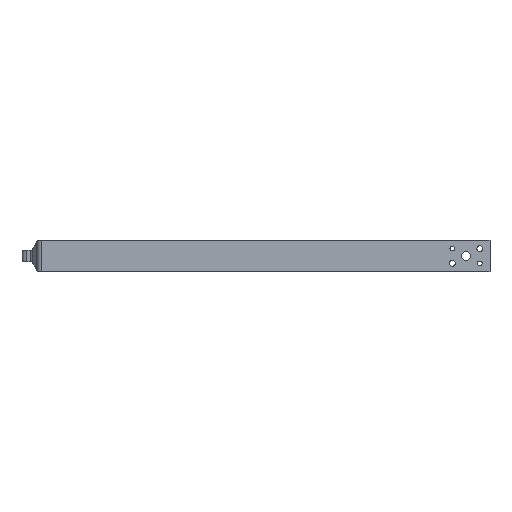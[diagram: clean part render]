
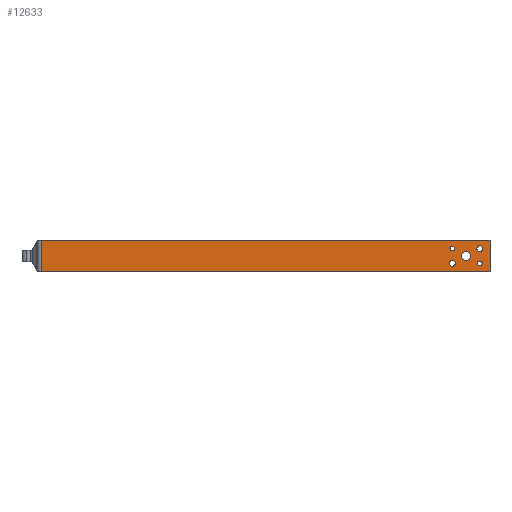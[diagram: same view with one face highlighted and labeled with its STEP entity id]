
A CAD part, front view. The second image highlights one B-rep face of the part: STEP entity #12633.
In plain terms, the highlighted face is planar.
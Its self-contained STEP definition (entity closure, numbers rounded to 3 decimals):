
#92 = CIRCLE ( 'NONE', #8112, 2.25 ) ;
#112 = CARTESIAN_POINT ( 'NONE',  ( -4., -409.5, 0. ) ) ;
#116 = ORIENTED_EDGE ( 'NONE', *, *, #1649, .T. ) ;
#336 = EDGE_CURVE ( 'NONE', #8772, #10881, #12516, .T. ) ;
#368 = VECTOR ( 'NONE', #6284, 1000. ) ;
#563 = AXIS2_PLACEMENT_3D ( 'NONE', #10745, #8471, #11628 ) ;
#568 = DIRECTION ( 'NONE',  ( 0., -1., 0. ) ) ;
#608 = AXIS2_PLACEMENT_3D ( 'NONE', #2701, #6198, #1700 ) ;
#617 = FACE_BOUND ( 'NONE', #13098, .T. ) ;
#659 = DIRECTION ( 'NONE',  ( 1., 0., 0. ) ) ;
#682 = DIRECTION ( 'NONE',  ( 0., -1., 0. ) ) ;
#914 = CARTESIAN_POINT ( 'NONE',  ( -4., -2., 14.75 ) ) ;
#1031 = EDGE_CURVE ( 'NONE', #1671, #10972, #8834, .T. ) ;
#1443 = CARTESIAN_POINT ( 'NONE',  ( -4., -428., -14.75 ) ) ;
#1472 = VERTEX_POINT ( 'NONE', #11339 ) ;
#1583 = EDGE_CURVE ( 'NONE', #10881, #8772, #4644, .T. ) ;
#1649 = EDGE_CURVE ( 'NONE', #2145, #11333, #13082, .T. ) ;
#1671 = VERTEX_POINT ( 'NONE', #7394 ) ;
#1700 = DIRECTION ( 'NONE',  ( 0., -1., 0. ) ) ;
#1742 = CARTESIAN_POINT ( 'NONE',  ( -4., -405.25, 0. ) ) ;
#1767 = FACE_BOUND ( 'NONE', #8287, .T. ) ;
#1831 = CARTESIAN_POINT ( 'NONE',  ( -4., -416., -7. ) ) ;
#2145 = VERTEX_POINT ( 'NONE', #11117 ) ;
#2213 = EDGE_LOOP ( 'NONE', ( #6868, #11075 ) ) ;
#2588 = DIRECTION ( 'NONE',  ( 1., 0., 0. ) ) ;
#2671 = VERTEX_POINT ( 'NONE', #13807 ) ;
#2701 = CARTESIAN_POINT ( 'NONE',  ( -4., -418.25, 7. ) ) ;
#2726 = CARTESIAN_POINT ( 'NONE',  ( -4., -2., 14.75 ) ) ;
#2784 = ORIENTED_EDGE ( 'NONE', *, *, #9876, .T. ) ;
#3054 = EDGE_CURVE ( 'NONE', #4494, #1472, #11940, .T. ) ;
#3169 = CARTESIAN_POINT ( 'NONE',  ( -4., -421., 7. ) ) ;
#3187 = VECTOR ( 'NONE', #12709, 1000. ) ;
#3279 = CARTESIAN_POINT ( 'NONE',  ( -4., -420.5, -7. ) ) ;
#3308 = ORIENTED_EDGE ( 'NONE', *, *, #8152, .F. ) ;
#3322 = VERTEX_POINT ( 'NONE', #12504 ) ;
#3327 = DIRECTION ( 'NONE',  ( 0., 0., 1. ) ) ;
#3756 = EDGE_LOOP ( 'NONE', ( #3813, #10368 ) ) ;
#3813 = ORIENTED_EDGE ( 'NONE', *, *, #1583, .T. ) ;
#3844 = FACE_BOUND ( 'NONE', #12610, .T. ) ;
#3860 = DIRECTION ( 'NONE',  ( 1., 0., 0. ) ) ;
#3924 = CARTESIAN_POINT ( 'NONE',  ( -4., -418.25, 7. ) ) ;
#3955 = DIRECTION ( 'NONE',  ( 0., -1., 0. ) ) ;
#3979 = CARTESIAN_POINT ( 'NONE',  ( -4., -2., -14.75 ) ) ;
#4029 = VERTEX_POINT ( 'NONE', #1443 ) ;
#4072 = CARTESIAN_POINT ( 'NONE',  ( -4., -390., 7. ) ) ;
#4410 = VERTEX_POINT ( 'NONE', #1831 ) ;
#4419 = EDGE_CURVE ( 'NONE', #11333, #2145, #12880, .T. ) ;
#4477 = AXIS2_PLACEMENT_3D ( 'NONE', #4867, #8223, #9344 ) ;
#4494 = VERTEX_POINT ( 'NONE', #3169 ) ;
#4644 = CIRCLE ( 'NONE', #11262, 2.25 ) ;
#4655 = EDGE_LOOP ( 'NONE', ( #13628, #3308, #13254, #13741 ) ) ;
#4867 = CARTESIAN_POINT ( 'NONE',  ( -4., -418.25, -7. ) ) ;
#4981 = FACE_BOUND ( 'NONE', #2213, .T. ) ;
#4985 = DIRECTION ( 'NONE',  ( 1., 0., 0. ) ) ;
#5318 = AXIS2_PLACEMENT_3D ( 'NONE', #8409, #4985, #8341 ) ;
#5398 = LINE ( 'NONE', #7616, #11974 ) ;
#5604 = VECTOR ( 'NONE', #8511, 1000. ) ;
#5955 = VERTEX_POINT ( 'NONE', #2726 ) ;
#6037 = EDGE_CURVE ( 'NONE', #4410, #10625, #92, .T. ) ;
#6198 = DIRECTION ( 'NONE',  ( 1., 0., 0. ) ) ;
#6222 = DIRECTION ( 'NONE',  ( 1., 0., 0. ) ) ;
#6284 = DIRECTION ( 'NONE',  ( 0., -1., 0. ) ) ;
#6509 = EDGE_CURVE ( 'NONE', #4029, #2671, #5398, .T. ) ;
#6707 = ORIENTED_EDGE ( 'NONE', *, *, #4419, .T. ) ;
#6830 = CARTESIAN_POINT ( 'NONE',  ( -4., -389.5, -7. ) ) ;
#6868 = ORIENTED_EDGE ( 'NONE', *, *, #1031, .T. ) ;
#6912 = CARTESIAN_POINT ( 'NONE',  ( -4., -392.25, 7. ) ) ;
#6997 = EDGE_CURVE ( 'NONE', #10972, #1671, #12228, .T. ) ;
#7215 = CIRCLE ( 'NONE', #4477, 2.25 ) ;
#7221 = DIRECTION ( 'NONE',  ( 0., -1., 0. ) ) ;
#7327 = CARTESIAN_POINT ( 'NONE',  ( -4., -392.25, -7. ) ) ;
#7394 = CARTESIAN_POINT ( 'NONE',  ( -4., -401., 0. ) ) ;
#7530 = DIRECTION ( 'NONE',  ( 1., 0., 0. ) ) ;
#7555 = LINE ( 'NONE', #914, #368 ) ;
#7616 = CARTESIAN_POINT ( 'NONE',  ( -4., -428., -14.75 ) ) ;
#8112 = AXIS2_PLACEMENT_3D ( 'NONE', #10086, #2588, #10573 ) ;
#8152 = EDGE_CURVE ( 'NONE', #3322, #5955, #10720, .T. ) ;
#8200 = ORIENTED_EDGE ( 'NONE', *, *, #6037, .T. ) ;
#8204 = FACE_OUTER_BOUND ( 'NONE', #4655, .T. ) ;
#8223 = DIRECTION ( 'NONE',  ( 1., 0., 0. ) ) ;
#8271 = FACE_BOUND ( 'NONE', #3756, .T. ) ;
#8287 = EDGE_LOOP ( 'NONE', ( #6707, #116 ) ) ;
#8341 = DIRECTION ( 'NONE',  ( 0., -1., 0. ) ) ;
#8409 = CARTESIAN_POINT ( 'NONE',  ( -4., -405.25, 0. ) ) ;
#8471 = DIRECTION ( 'NONE',  ( 1., 0., 0. ) ) ;
#8511 = DIRECTION ( 'NONE',  ( 0., 0., 1. ) ) ;
#8723 = CARTESIAN_POINT ( 'NONE',  ( -4., -2., -14.75 ) ) ;
#8772 = VERTEX_POINT ( 'NONE', #13853 ) ;
#8834 = CIRCLE ( 'NONE', #5318, 4.25 ) ;
#9255 = DIRECTION ( 'NONE',  ( 0., -1., 0. ) ) ;
#9325 = CARTESIAN_POINT ( 'NONE',  ( -4., -2., -14.75 ) ) ;
#9344 = DIRECTION ( 'NONE',  ( 0., -1., 0. ) ) ;
#9397 = LINE ( 'NONE', #3979, #3187 ) ;
#9470 = AXIS2_PLACEMENT_3D ( 'NONE', #1742, #659, #3955 ) ;
#9876 = EDGE_CURVE ( 'NONE', #10625, #4410, #7215, .T. ) ;
#9963 = CIRCLE ( 'NONE', #608, 2.75 ) ;
#10038 = EDGE_CURVE ( 'NONE', #5955, #2671, #7555, .T. ) ;
#10044 = AXIS2_PLACEMENT_3D ( 'NONE', #9325, #10477, #682 ) ;
#10086 = CARTESIAN_POINT ( 'NONE',  ( -4., -418.25, -7. ) ) ;
#10368 = ORIENTED_EDGE ( 'NONE', *, *, #336, .T. ) ;
#10477 = DIRECTION ( 'NONE',  ( -1., 0., 0. ) ) ;
#10573 = DIRECTION ( 'NONE',  ( 0., -1., 0. ) ) ;
#10625 = VERTEX_POINT ( 'NONE', #3279 ) ;
#10720 = LINE ( 'NONE', #8723, #5604 ) ;
#10738 = DIRECTION ( 'NONE',  ( 0., -1., 0. ) ) ;
#10745 = CARTESIAN_POINT ( 'NONE',  ( -4., -392.25, -7. ) ) ;
#10881 = VERTEX_POINT ( 'NONE', #4072 ) ;
#10972 = VERTEX_POINT ( 'NONE', #112 ) ;
#11075 = ORIENTED_EDGE ( 'NONE', *, *, #6997, .T. ) ;
#11100 = EDGE_CURVE ( 'NONE', #1472, #4494, #9963, .T. ) ;
#11117 = CARTESIAN_POINT ( 'NONE',  ( -4., -395., -7. ) ) ;
#11262 = AXIS2_PLACEMENT_3D ( 'NONE', #6912, #13632, #9255 ) ;
#11333 = VERTEX_POINT ( 'NONE', #6830 ) ;
#11339 = CARTESIAN_POINT ( 'NONE',  ( -4., -415.5, 7. ) ) ;
#11628 = DIRECTION ( 'NONE',  ( 0., -1., 0. ) ) ;
#11650 = CARTESIAN_POINT ( 'NONE',  ( -4., -392.25, 7. ) ) ;
#11940 = CIRCLE ( 'NONE', #13788, 2.75 ) ;
#11974 = VECTOR ( 'NONE', #3327, 1000. ) ;
#12228 = CIRCLE ( 'NONE', #9470, 4.25 ) ;
#12504 = CARTESIAN_POINT ( 'NONE',  ( -4., -2., -14.75 ) ) ;
#12516 = CIRCLE ( 'NONE', #13877, 2.25 ) ;
#12572 = PLANE ( 'NONE',  #10044 ) ;
#12610 = EDGE_LOOP ( 'NONE', ( #13430, #13342 ) ) ;
#12633 = ADVANCED_FACE ( 'NONE', ( #617, #1767, #3844, #4981, #8271, #8204 ), #12572, .T. ) ;
#12643 = AXIS2_PLACEMENT_3D ( 'NONE', #7327, #7530, #10738 ) ;
#12647 = EDGE_CURVE ( 'NONE', #3322, #4029, #9397, .T. ) ;
#12709 = DIRECTION ( 'NONE',  ( 0., -1., 0. ) ) ;
#12880 = CIRCLE ( 'NONE', #563, 2.75 ) ;
#13082 = CIRCLE ( 'NONE', #12643, 2.75 ) ;
#13098 = EDGE_LOOP ( 'NONE', ( #8200, #2784 ) ) ;
#13254 = ORIENTED_EDGE ( 'NONE', *, *, #12647, .T. ) ;
#13342 = ORIENTED_EDGE ( 'NONE', *, *, #3054, .T. ) ;
#13430 = ORIENTED_EDGE ( 'NONE', *, *, #11100, .T. ) ;
#13628 = ORIENTED_EDGE ( 'NONE', *, *, #10038, .F. ) ;
#13632 = DIRECTION ( 'NONE',  ( 1., 0., 0. ) ) ;
#13741 = ORIENTED_EDGE ( 'NONE', *, *, #6509, .T. ) ;
#13788 = AXIS2_PLACEMENT_3D ( 'NONE', #3924, #3860, #568 ) ;
#13807 = CARTESIAN_POINT ( 'NONE',  ( -4., -428., 14.75 ) ) ;
#13853 = CARTESIAN_POINT ( 'NONE',  ( -4., -394.5, 7. ) ) ;
#13877 = AXIS2_PLACEMENT_3D ( 'NONE', #11650, #6222, #7221 ) ;
